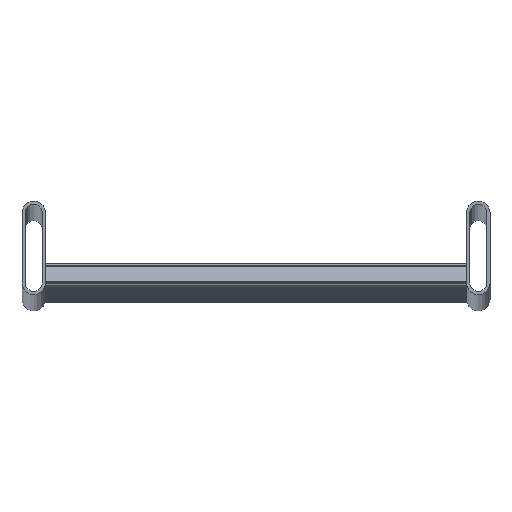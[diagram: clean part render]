
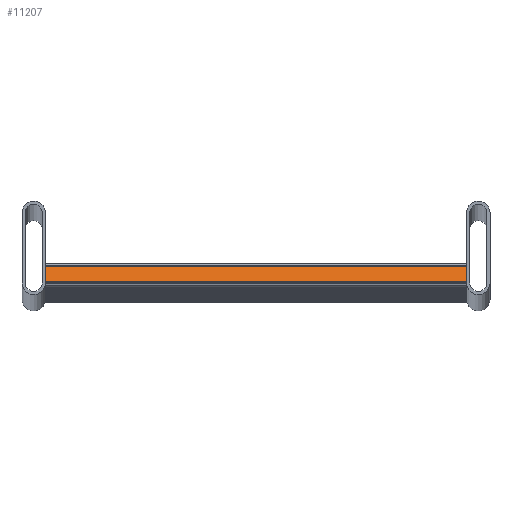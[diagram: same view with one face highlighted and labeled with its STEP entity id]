
A CAD part, top view. The second image highlights one B-rep face of the part: STEP entity #11207.
In plain terms, the highlighted planar face has unit normal (0, 0.314, 0.949).
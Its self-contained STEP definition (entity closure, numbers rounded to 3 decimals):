
#852 = CARTESIAN_POINT ( 'NONE',  ( -135., -21.715, 2889.374 ) ) ;
#1076 = CARTESIAN_POINT ( 'NONE',  ( -135., -11.715, 2886.067 ) ) ;
#2062 = EDGE_CURVE ( 'NONE', #7339, #37372, #24295, .T. ) ;
#3784 = LINE ( 'NONE', #1076, #60180 ) ;
#5295 = ORIENTED_EDGE ( 'NONE', *, *, #12632, .F. ) ;
#6170 = CARTESIAN_POINT ( 'NONE',  ( 135., -21.715, 2889.374 ) ) ;
#6528 = CARTESIAN_POINT ( 'NONE',  ( 135., -21.715, 2889.374 ) ) ;
#7339 = VERTEX_POINT ( 'NONE', #6528 ) ;
#9765 = VECTOR ( 'NONE', #48847, 1000. ) ;
#11207 = ADVANCED_FACE ( 'NONE', ( #28771 ), #15098, .T. ) ;
#11711 = DIRECTION ( 'NONE',  ( -1., 0., 0. ) ) ;
#12632 = EDGE_CURVE ( 'NONE', #68426, #27797, #3784, .T. ) ;
#15098 = PLANE ( 'NONE',  #15938 ) ;
#15938 = AXIS2_PLACEMENT_3D ( 'NONE', #42164, #53230, #20573 ) ;
#16334 = VECTOR ( 'NONE', #48231, 1000. ) ;
#19276 = LINE ( 'NONE', #6170, #46502 ) ;
#20573 = DIRECTION ( 'NONE',  ( 0., -0.949, 0.314 ) ) ;
#22462 = ORIENTED_EDGE ( 'NONE', *, *, #23947, .T. ) ;
#23398 = ORIENTED_EDGE ( 'NONE', *, *, #31383, .F. ) ;
#23947 = EDGE_CURVE ( 'NONE', #37372, #27797, #45262, .T. ) ;
#24295 = LINE ( 'NONE', #48606, #9765 ) ;
#26199 = CARTESIAN_POINT ( 'NONE',  ( -135., -11.715, 2886.067 ) ) ;
#27097 = CARTESIAN_POINT ( 'NONE',  ( 135., -11.715, 2886.067 ) ) ;
#27797 = VERTEX_POINT ( 'NONE', #26199 ) ;
#28771 = FACE_OUTER_BOUND ( 'NONE', #37683, .T. ) ;
#31383 = EDGE_CURVE ( 'NONE', #7339, #68426, #19276, .T. ) ;
#37372 = VERTEX_POINT ( 'NONE', #27097 ) ;
#37683 = EDGE_LOOP ( 'NONE', ( #5295, #23398, #69583, #22462 ) ) ;
#42164 = CARTESIAN_POINT ( 'NONE',  ( 135., -11.715, 2886.067 ) ) ;
#45262 = LINE ( 'NONE', #59301, #16334 ) ;
#46502 = VECTOR ( 'NONE', #11711, 1000. ) ;
#48231 = DIRECTION ( 'NONE',  ( -1., 0., 0. ) ) ;
#48606 = CARTESIAN_POINT ( 'NONE',  ( 135., -11.715, 2886.067 ) ) ;
#48847 = DIRECTION ( 'NONE',  ( 0., 0.949, -0.314 ) ) ;
#53230 = DIRECTION ( 'NONE',  ( 0., 0.314, 0.949 ) ) ;
#59301 = CARTESIAN_POINT ( 'NONE',  ( 135., -11.715, 2886.067 ) ) ;
#60180 = VECTOR ( 'NONE', #66593, 1000. ) ;
#66593 = DIRECTION ( 'NONE',  ( 0., 0.949, -0.314 ) ) ;
#68426 = VERTEX_POINT ( 'NONE', #852 ) ;
#69583 = ORIENTED_EDGE ( 'NONE', *, *, #2062, .T. ) ;
